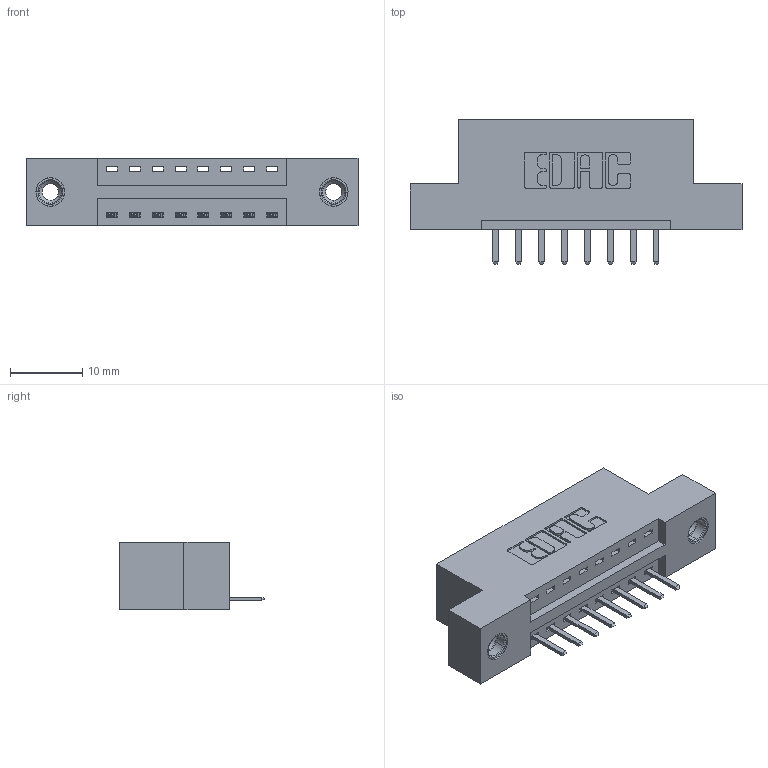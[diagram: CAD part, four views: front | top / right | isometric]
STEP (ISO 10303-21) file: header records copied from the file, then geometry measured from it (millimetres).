
FILE_DESCRIPTION (( 'STEP AP203' ), '1' );
FILE_NAME ('346-008-520-108.STEP', '2022-05-04T20:42:48', ( '' ), ( '' ), 'SwSTEP 2.0', 'SolidWorks 2020', '' );
FILE_SCHEMA (( 'CONFIG_CONTROL_DESIGN' ));
Length unit declared in the file: inch
Products named in the file (4): 346-008-520-108; 345-292-001_345-293-120; 346 Part_Flush Mounting Lugs - 0.156 Dia-TI; 345-250-001_345-250-003-102
Assembly tree (11 placements, depth 2):
  346-008-520-108
    346 Part_Flush Mounting Lugs - 0.156 Dia-TI
    345-292-001_345-293-120  x8
    345-250-001_345-250-003-102  x2
Bounding box: 45.97 x 20.02 x 9.4 mm (x, y, z)
Volume: 4136.9 mm3; surface area: 4748.7 mm2
Topology: 11 solids, 11 shells, 678 faces, 1937 edges, 1262 vertices
Faces by surface type: plane 444, cylinder 218, cone 12, torus 4
Entity records: 10842 total; most frequent: CARTESIAN_POINT 1863, ORIENTED_EDGE 1786, DIRECTION 1699, EDGE_CURVE 893, LINE 705, VECTOR 705, VERTEX_POINT 588, AXIS2_PLACEMENT_3D 497
